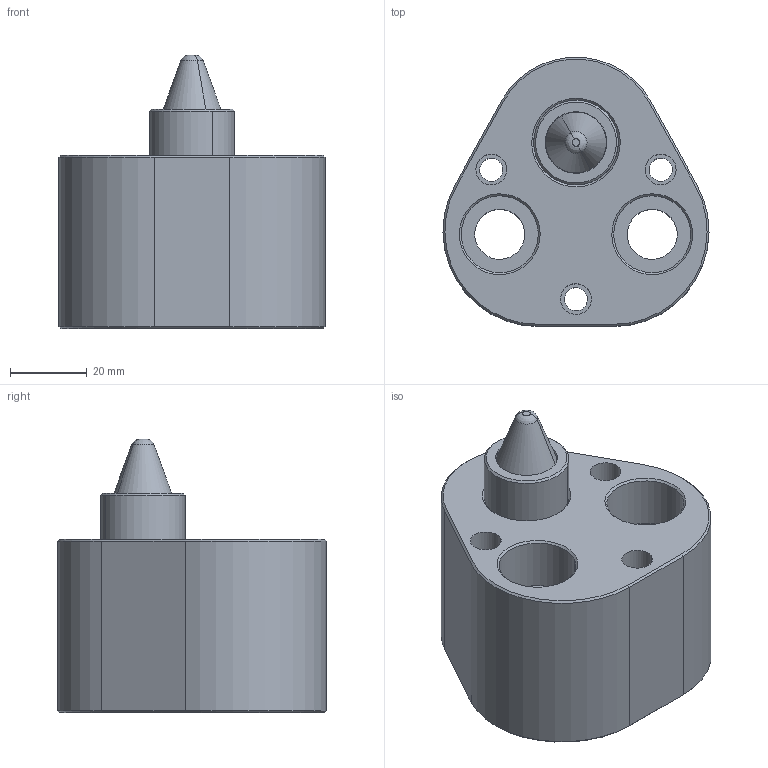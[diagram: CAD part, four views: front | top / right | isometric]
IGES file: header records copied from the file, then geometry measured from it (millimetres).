
Start section: START RECORD GO HERE.
Global section: file name: SLPP16.igs; native system: DASSAULT SYSTEMES CATIA Version 5-6 Release 2014 - www.3ds.com; preprocessor: V5-6R2014_5.24.4.0.09-01-2014.20.00; author: PSchneider; organization: DAYTONPROGRESS; date: 20160216.164518; units: millimetre
Bounding box: 69.09 x 69.83 x 71 mm (x, y, z)
Surface area: 39656.1 mm2 (no closed solid volume)
Topology: 0 solids, 0 shells, 105 faces, 446 edges, 444 vertices
Faces by surface type: revolution 79, plane 26
